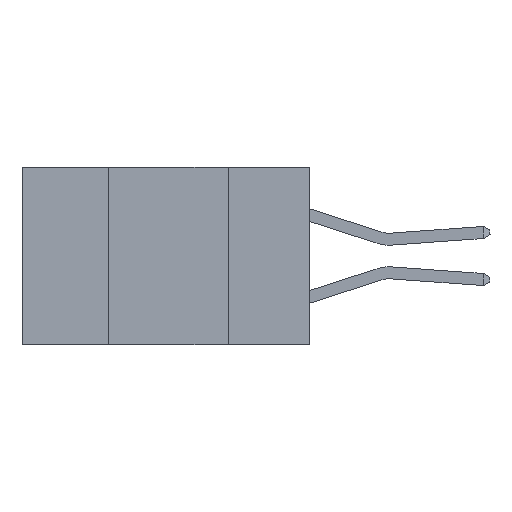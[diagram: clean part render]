
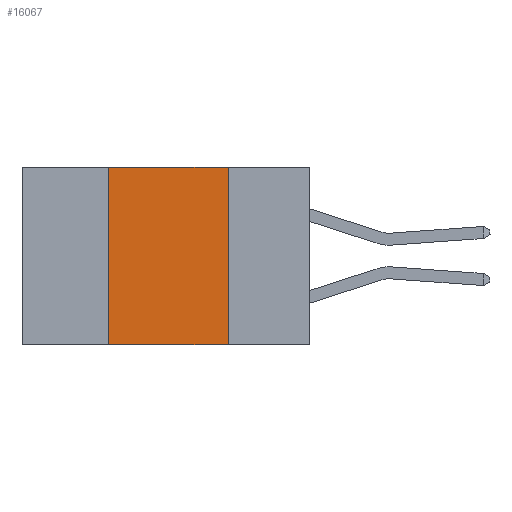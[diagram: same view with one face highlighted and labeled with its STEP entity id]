
A CAD part, left-side view. The second image highlights one B-rep face of the part: STEP entity #16067.
In plain terms, the highlighted planar face has unit normal (-1, 0, 0).
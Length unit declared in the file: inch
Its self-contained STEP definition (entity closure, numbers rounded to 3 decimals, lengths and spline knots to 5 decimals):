
#97 = PLANE ( 'NONE',  #18960 ) ;
#433 = CARTESIAN_POINT ( 'NONE',  ( 0., 0.42, 0. ) ) ;
#532 = ORIENTED_EDGE ( 'NONE', *, *, #10773, .F. ) ;
#542 = CARTESIAN_POINT ( 'NONE',  ( 0., 0.6, 0. ) ) ;
#1514 = VERTEX_POINT ( 'NONE', #32133 ) ;
#1627 = VERTEX_POINT ( 'NONE', #14750 ) ;
#2643 = DIRECTION ( 'NONE',  ( 0., 0., 1. ) ) ;
#2751 = DIRECTION ( 'NONE',  ( 0., 0., -1. ) ) ;
#3130 = CARTESIAN_POINT ( 'NONE',  ( 0., 0.6, 0. ) ) ;
#3293 = CARTESIAN_POINT ( 'NONE',  ( 0., 0.17, 0. ) ) ;
#6897 = CARTESIAN_POINT ( 'NONE',  ( 0., 0.17, 0. ) ) ;
#8094 = EDGE_CURVE ( 'NONE', #1514, #1627, #21243, .T. ) ;
#8900 = EDGE_LOOP ( 'NONE', ( #10215, #532, #12758, #9404 ) ) ;
#8975 = VECTOR ( 'NONE', #25173, 39.37008 ) ;
#9404 = ORIENTED_EDGE ( 'NONE', *, *, #8094, .T. ) ;
#9460 = DIRECTION ( 'NONE',  ( 0., 0., -1. ) ) ;
#10215 = ORIENTED_EDGE ( 'NONE', *, *, #16722, .F. ) ;
#10616 = VERTEX_POINT ( 'NONE', #26823 ) ;
#10773 = EDGE_CURVE ( 'NONE', #10616, #23716, #20236, .T. ) ;
#11372 = FACE_OUTER_BOUND ( 'NONE', #8900, .T. ) ;
#12758 = ORIENTED_EDGE ( 'NONE', *, *, #23651, .F. ) ;
#14750 = CARTESIAN_POINT ( 'NONE',  ( 0., 0.17, -0.37 ) ) ;
#15089 = VECTOR ( 'NONE', #15995, 39.37008 ) ;
#15995 = DIRECTION ( 'NONE',  ( 0., -1., 0. ) ) ;
#16067 = ADVANCED_FACE ( 'NONE', ( #11372 ), #97, .F. ) ;
#16722 = EDGE_CURVE ( 'NONE', #23716, #1627, #29947, .T. ) ;
#16909 = VECTOR ( 'NONE', #9460, 39.37008 ) ;
#17111 = VECTOR ( 'NONE', #2643, 39.37008 ) ;
#18289 = LINE ( 'NONE', #433, #17111 ) ;
#18960 = AXIS2_PLACEMENT_3D ( 'NONE', #542, #25330, #2751 ) ;
#20236 = LINE ( 'NONE', #3130, #15089 ) ;
#21243 = LINE ( 'NONE', #22731, #8975 ) ;
#22731 = CARTESIAN_POINT ( 'NONE',  ( 0., 0.6, -0.37 ) ) ;
#23651 = EDGE_CURVE ( 'NONE', #1514, #10616, #18289, .T. ) ;
#23716 = VERTEX_POINT ( 'NONE', #3293 ) ;
#25173 = DIRECTION ( 'NONE',  ( 0., -1., 0. ) ) ;
#25330 = DIRECTION ( 'NONE',  ( 1., 0., 0. ) ) ;
#26823 = CARTESIAN_POINT ( 'NONE',  ( 0., 0.42, 0. ) ) ;
#29947 = LINE ( 'NONE', #6897, #16909 ) ;
#32133 = CARTESIAN_POINT ( 'NONE',  ( 0., 0.42, -0.37 ) ) ;
